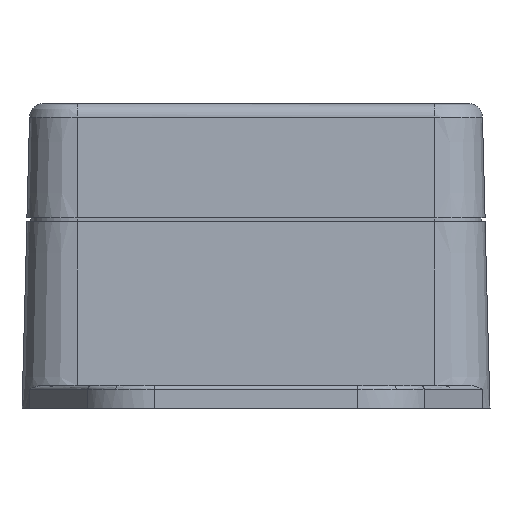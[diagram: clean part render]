
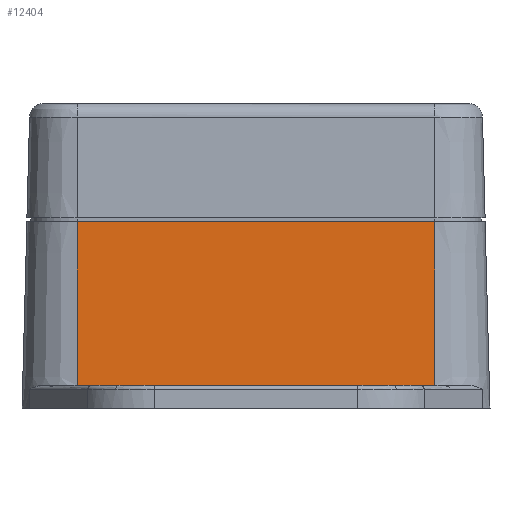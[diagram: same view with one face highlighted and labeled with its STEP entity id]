
A CAD part, front view. The second image highlights one B-rep face of the part: STEP entity #12404.
In plain terms, the highlighted planar face has unit normal (0, -1, 0.026).
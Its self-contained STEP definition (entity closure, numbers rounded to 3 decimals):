
#850=PLANE('',#13370);
#1446=LINE('',#19205,#2329);
#1461=LINE('',#19415,#2344);
#1464=LINE('',#19443,#2347);
#1474=LINE('',#20891,#2357);
#2329=VECTOR('',#14807,1000.);
#2344=VECTOR('',#14854,1000.);
#2347=VECTOR('',#14861,1000.);
#2357=VECTOR('',#15003,1000.);
#3204=FACE_OUTER_BOUND('',#3997,.T.);
#3997=EDGE_LOOP('',(#9281,#9282,#9283,#9284));
#5658=VERTEX_POINT('',#19187);
#5662=VERTEX_POINT('',#19203);
#5681=VERTEX_POINT('',#19412);
#5682=VERTEX_POINT('',#19414);
#6889=EDGE_CURVE('',#5662,#5658,#1446,.T.);
#6918=EDGE_CURVE('',#5681,#5682,#1461,.T.);
#6925=EDGE_CURVE('',#5662,#5682,#1464,.T.);
#7049=EDGE_CURVE('',#5658,#5681,#1474,.T.);
#9281=ORIENTED_EDGE('',*,*,#7049,.F.);
#9282=ORIENTED_EDGE('',*,*,#6889,.F.);
#9283=ORIENTED_EDGE('',*,*,#6925,.T.);
#9284=ORIENTED_EDGE('',*,*,#6918,.F.);
#12404=ADVANCED_FACE('',(#3204),#850,.T.);
#13370=AXIS2_PLACEMENT_3D('',#20909,#15017,#15018);
#14807=DIRECTION('',(0.,0.026,1.));
#14854=DIRECTION('',(0.,-0.026,-1.));
#14861=DIRECTION('',(1.,0.,0.));
#15003=DIRECTION('',(1.,0.,0.));
#15017=DIRECTION('center_axis',(0.,-1.,
0.026));
#15018=DIRECTION('ref_axis',(0.,-0.026,
-1.));
#19187=CARTESIAN_POINT('',(-23.413,-44.998,5.353));
#19203=CARTESIAN_POINT('',(-23.413,-45.561,-16.081));
#19205=CARTESIAN_POINT('',(-23.413,-13021.466,-494048.813));
#19412=CARTESIAN_POINT('',(23.414,-44.998,5.353));
#19414=CARTESIAN_POINT('',(23.414,-45.561,-16.081));
#19415=CARTESIAN_POINT('',(23.414,-13021.466,-494048.813));
#19443=CARTESIAN_POINT('',(0.,-45.561,-16.081));
#20891=CARTESIAN_POINT('',(0.,-44.998,5.353));
#20909=CARTESIAN_POINT('Origin',(30.064,-44.998,5.351));
